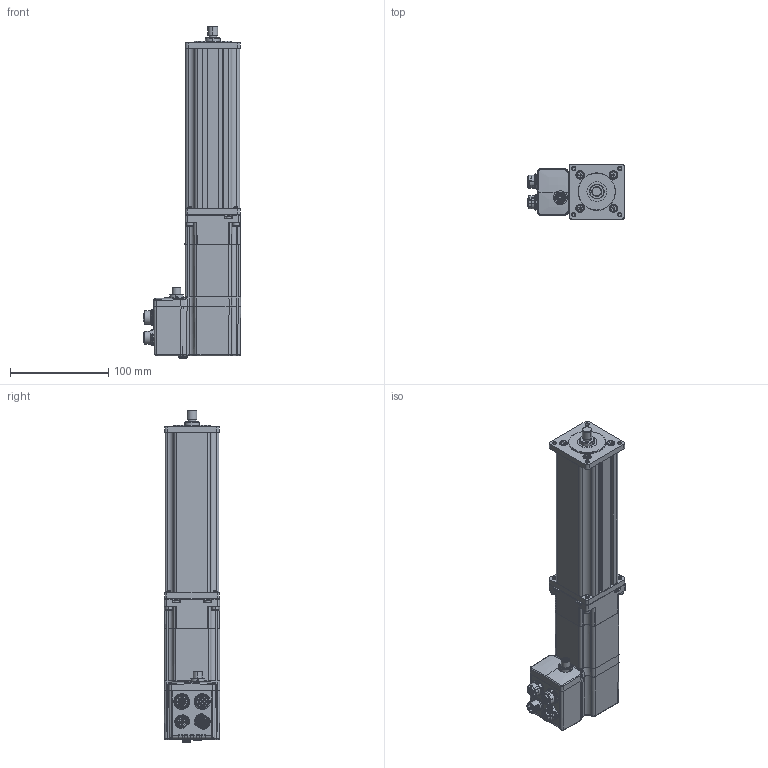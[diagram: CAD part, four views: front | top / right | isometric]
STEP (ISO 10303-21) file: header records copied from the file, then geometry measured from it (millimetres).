
FILE_DESCRIPTION (( 'STEP AP214' ), '1' );
FILE_NAME ('01-MIS232T66yyxxS6 + captive housing 64,8 (MIL232SCx-xxxxx6M).STEP', '2023-08-03T07:14:09', ( '' ), ( '' ), 'SwSTEP 2.0', 'SolidWorks 2023', '' );
FILE_SCHEMA (( 'AUTOMOTIVE_DESIGN' ));
Length unit declared in the file: millimetre
Products named in the file (8): Piston mockup_IN WORK; Captive housing mockup_163 (MIL232Cx-xxxxx6M); MIS232T66yyxxS6; 01-MIS232T66yyxxS6 + captive housing 64,8 (MIL232SCx-xxxxx6M); Front Flange mockup; socket head cap screw_din_DIN 912 M4 x 16 --- 16N; Back Flange mockup; socket head cap screw_din_DIN 912 M4 x 8 --- 8N
Assembly tree (13 placements, depth 2):
  01-MIS232T66yyxxS6 + captive housing 64,8 (MIL232SCx-xxxxx6M)
    MIS232T66yyxxS6
    Back Flange mockup
    Captive housing mockup_163 (MIL232Cx-xxxxx6M)
    Front Flange mockup
    socket head cap screw_din_DIN 912 M4 x 8 --- 8N  x4
    Piston mockup_IN WORK
    socket head cap screw_din_DIN 912 M4 x 16 --- 16N  x4
Bounding box: 99.82 x 56.67 x 338.2 mm (x, y, z)
Volume: 720398.5 mm3; surface area: 152905 mm2
Topology: 14 solids, 25 shells, 2706 faces, 6752 edges, 4165 vertices
Faces by surface type: plane 1145, cylinder 722, cone 384, bspline 244, torus 165, sphere 46
Entity records: 134857 total; most frequent: CARTESIAN_POINT 50639, ORIENTED_EDGE 12688, DIRECTION 11733, EDGE_CURVE 6344, AXIS2_PLACEMENT_3D 4327, VERTEX_POINT 3967, LINE 3079, VECTOR 3079
